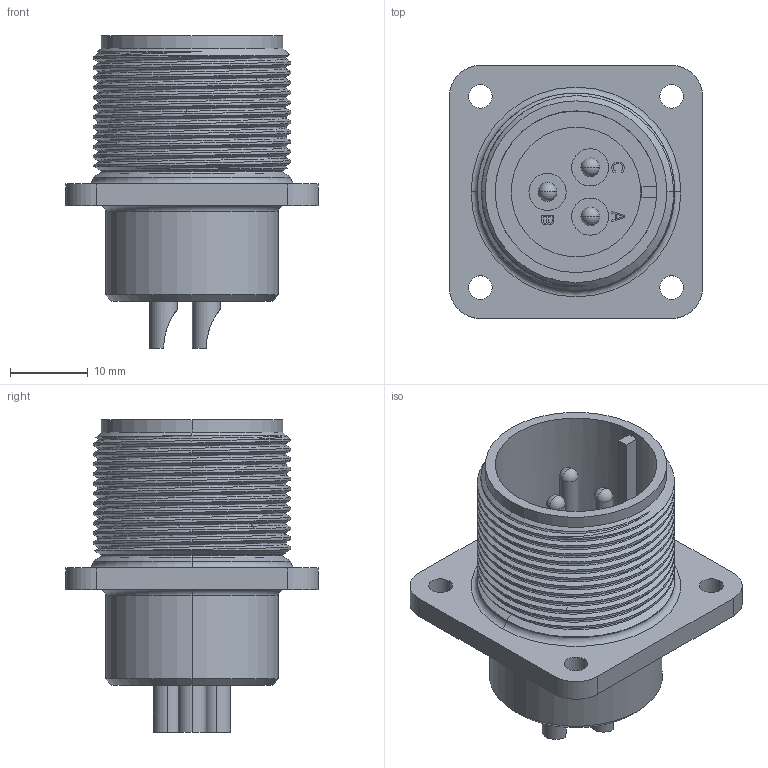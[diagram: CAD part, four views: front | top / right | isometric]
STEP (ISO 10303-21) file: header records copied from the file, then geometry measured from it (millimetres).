
FILE_DESCRIPTION (( 'STEP AP214' ), '1' );
FILE_NAME ('807B840A-1C76-4E13-94CD-EFB96DA5F116.STEP', '2025-09-12T10:37:01', ( '' ), ( '' ), 'SwSTEP 2.0', 'SolidWorks 2022', '' );
FILE_SCHEMA (( 'AUTOMOTIVE_DESIGN' ));
Length unit declared in the file: inch
Products named in the file (1): 807B840A-1C76-4E13-94CD-EFB96DA5F116
Bounding box: 32.54 x 32.54 x 40.18 mm (x, y, z)
Volume: 10581.4 mm3; surface area: 7640.7 mm2
Topology: 1 solids, 1 shells, 244 faces, 640 edges, 410 vertices
Faces by surface type: plane 121, cylinder 83, cone 14, bspline 12, torus 8, sphere 6
Entity records: 13093 total; most frequent: CARTESIAN_POINT 7216, ORIENTED_EDGE 1244, DIRECTION 1137, EDGE_CURVE 622, VERTEX_POINT 404, LINE 391, VECTOR 391, AXIS2_PLACEMENT_3D 373
